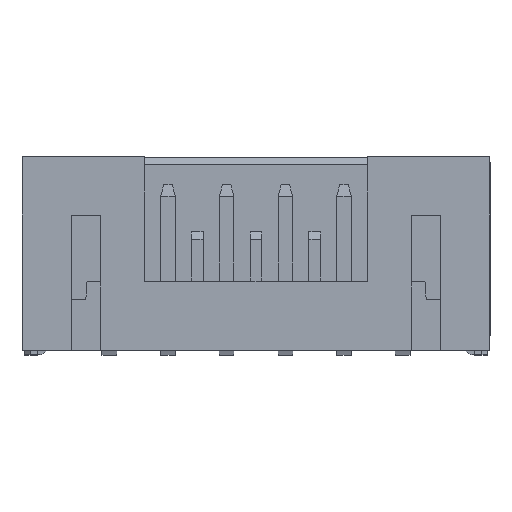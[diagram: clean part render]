
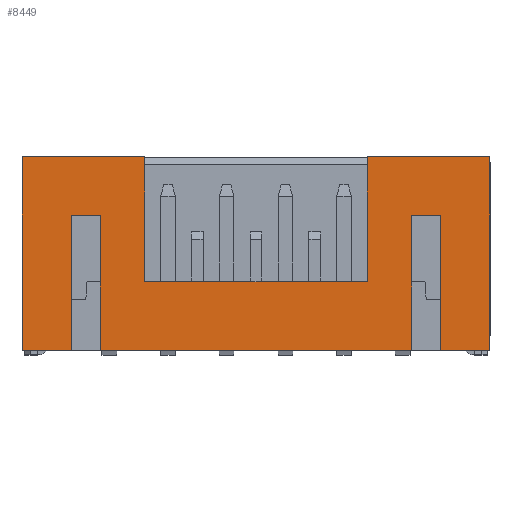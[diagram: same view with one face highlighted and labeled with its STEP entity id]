
A CAD part, top view. The second image highlights one B-rep face of the part: STEP entity #8449.
In plain terms, the highlighted planar face has unit normal (0, 0, 1).
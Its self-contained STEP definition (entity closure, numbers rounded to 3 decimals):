
#79 = VECTOR ( 'NONE', #10949, 1000. ) ;
#83 = EDGE_CURVE ( 'NONE', #10078, #7657, #208, .T. ) ;
#148 = ORIENTED_EDGE ( 'NONE', *, *, #7730, .T. ) ;
#208 = LINE ( 'NONE', #4860, #79 ) ;
#397 = DIRECTION ( 'NONE',  ( 0., 1., 0. ) ) ;
#406 = AXIS2_PLACEMENT_3D ( 'NONE', #2389, #9440, #4924 ) ;
#671 = CARTESIAN_POINT ( 'NONE',  ( 6.3, 4.6, 2.5 ) ) ;
#763 = VECTOR ( 'NONE', #6381, 1000. ) ;
#862 = ORIENTED_EDGE ( 'NONE', *, *, #4705, .F. ) ;
#1087 = DIRECTION ( 'NONE',  ( 0., 1., 0. ) ) ;
#1535 = VECTOR ( 'NONE', #397, 1000. ) ;
#1856 = VECTOR ( 'NONE', #10261, 1000. ) ;
#1873 = EDGE_CURVE ( 'NONE', #7657, #8162, #4627, .T. ) ;
#1881 = ORIENTED_EDGE ( 'NONE', *, *, #9287, .F. ) ;
#1888 = EDGE_CURVE ( 'NONE', #2814, #10249, #5449, .T. ) ;
#1998 = VERTEX_POINT ( 'NONE', #10058 ) ;
#2047 = ORIENTED_EDGE ( 'NONE', *, *, #1888, .T. ) ;
#2148 = LINE ( 'NONE', #9854, #7605 ) ;
#2176 = LINE ( 'NONE', #3141, #2304 ) ;
#2216 = EDGE_CURVE ( 'NONE', #3492, #8379, #10221, .T. ) ;
#2231 = VECTOR ( 'NONE', #7102, 1000. ) ;
#2304 = VECTOR ( 'NONE', #9250, 1000. ) ;
#2349 = VECTOR ( 'NONE', #11039, 1000. ) ;
#2389 = CARTESIAN_POINT ( 'NONE',  ( 7.975, 6.6, 2.5 ) ) ;
#2814 = VERTEX_POINT ( 'NONE', #9803 ) ;
#3069 = CARTESIAN_POINT ( 'NONE',  ( -7.975, 6.6, 2.5 ) ) ;
#3141 = CARTESIAN_POINT ( 'NONE',  ( 7.975, 6.6, 2.5 ) ) ;
#3338 = VECTOR ( 'NONE', #5628, 1000. ) ;
#3408 = ORIENTED_EDGE ( 'NONE', *, *, #6410, .T. ) ;
#3410 = VECTOR ( 'NONE', #4403, 1000. ) ;
#3492 = VERTEX_POINT ( 'NONE', #8000 ) ;
#3497 = CARTESIAN_POINT ( 'NONE',  ( -3.8, 2.35, 2.5 ) ) ;
#3549 = VECTOR ( 'NONE', #7751, 1000. ) ;
#3639 = VERTEX_POINT ( 'NONE', #7275 ) ;
#3662 = EDGE_CURVE ( 'NONE', #4563, #3639, #2148, .T. ) ;
#3689 = CARTESIAN_POINT ( 'NONE',  ( 7.975, 0., 2.5 ) ) ;
#3769 = CARTESIAN_POINT ( 'NONE',  ( 5.3, 0., 2.5 ) ) ;
#3932 = CARTESIAN_POINT ( 'NONE',  ( 7.975, 6.6, 2.5 ) ) ;
#4141 = CARTESIAN_POINT ( 'NONE',  ( -5.3, 4.6, 2.5 ) ) ;
#4403 = DIRECTION ( 'NONE',  ( 1., 0., 0. ) ) ;
#4487 = CARTESIAN_POINT ( 'NONE',  ( -3.8, 6.6, 2.5 ) ) ;
#4500 = EDGE_CURVE ( 'NONE', #2814, #4563, #5386, .T. ) ;
#4561 = VERTEX_POINT ( 'NONE', #3069 ) ;
#4563 = VERTEX_POINT ( 'NONE', #3932 ) ;
#4627 = LINE ( 'NONE', #9650, #9817 ) ;
#4683 = LINE ( 'NONE', #3689, #763 ) ;
#4705 = EDGE_CURVE ( 'NONE', #8379, #7617, #6494, .T. ) ;
#4715 = VERTEX_POINT ( 'NONE', #10342 ) ;
#4860 = CARTESIAN_POINT ( 'NONE',  ( -6.3, 4.6, 2.5 ) ) ;
#4920 = VERTEX_POINT ( 'NONE', #4487 ) ;
#4924 = DIRECTION ( 'NONE',  ( -1., 0., 0. ) ) ;
#4993 = VERTEX_POINT ( 'NONE', #3769 ) ;
#4995 = ORIENTED_EDGE ( 'NONE', *, *, #83, .F. ) ;
#5004 = EDGE_CURVE ( 'NONE', #3492, #3639, #4683, .T. ) ;
#5076 = CARTESIAN_POINT ( 'NONE',  ( 6.3, 4.6, 2.5 ) ) ;
#5089 = ORIENTED_EDGE ( 'NONE', *, *, #8714, .T. ) ;
#5386 = LINE ( 'NONE', #9962, #3338 ) ;
#5449 = LINE ( 'NONE', #6182, #10617 ) ;
#5628 = DIRECTION ( 'NONE',  ( 1., 0., 0. ) ) ;
#5715 = ORIENTED_EDGE ( 'NONE', *, *, #10080, .F. ) ;
#5724 = DIRECTION ( 'NONE',  ( 1., 0., 0. ) ) ;
#5813 = CARTESIAN_POINT ( 'NONE',  ( -7.975, 0., 2.5 ) ) ;
#6182 = CARTESIAN_POINT ( 'NONE',  ( 3.8, 6.6, 2.5 ) ) ;
#6201 = ORIENTED_EDGE ( 'NONE', *, *, #11179, .F. ) ;
#6307 = LINE ( 'NONE', #8950, #7120 ) ;
#6352 = VECTOR ( 'NONE', #6383, 1000. ) ;
#6381 = DIRECTION ( 'NONE',  ( 1., 0., 0. ) ) ;
#6383 = DIRECTION ( 'NONE',  ( 1., 0., 0. ) ) ;
#6410 = EDGE_CURVE ( 'NONE', #7993, #8162, #9707, .T. ) ;
#6494 = LINE ( 'NONE', #5076, #1856 ) ;
#6655 = EDGE_CURVE ( 'NONE', #7617, #4993, #9698, .T. ) ;
#6789 = CARTESIAN_POINT ( 'NONE',  ( 5.3, 0., 2.5 ) ) ;
#7054 = DIRECTION ( 'NONE',  ( 0., -1., 0. ) ) ;
#7102 = DIRECTION ( 'NONE',  ( 0., 1., 0. ) ) ;
#7120 = VECTOR ( 'NONE', #1087, 1000. ) ;
#7163 = ORIENTED_EDGE ( 'NONE', *, *, #10014, .T. ) ;
#7275 = CARTESIAN_POINT ( 'NONE',  ( 7.975, 0., 2.5 ) ) ;
#7405 = CARTESIAN_POINT ( 'NONE',  ( 6.3, 0., 2.5 ) ) ;
#7414 = ORIENTED_EDGE ( 'NONE', *, *, #2216, .F. ) ;
#7605 = VECTOR ( 'NONE', #10752, 1000. ) ;
#7617 = VERTEX_POINT ( 'NONE', #10836 ) ;
#7657 = VERTEX_POINT ( 'NONE', #8327 ) ;
#7730 = EDGE_CURVE ( 'NONE', #1998, #4993, #7849, .T. ) ;
#7751 = DIRECTION ( 'NONE',  ( 0., -1., 0. ) ) ;
#7825 = LINE ( 'NONE', #9662, #2231 ) ;
#7849 = LINE ( 'NONE', #10774, #6352 ) ;
#7993 = VERTEX_POINT ( 'NONE', #5813 ) ;
#8000 = CARTESIAN_POINT ( 'NONE',  ( 6.3, 0., 2.5 ) ) ;
#8162 = VERTEX_POINT ( 'NONE', #11224 ) ;
#8327 = CARTESIAN_POINT ( 'NONE',  ( -6.3, 4.6, 2.5 ) ) ;
#8379 = VERTEX_POINT ( 'NONE', #671 ) ;
#8449 = ADVANCED_FACE ( 'NONE', ( #10275 ), #10262, .F. ) ;
#8616 = LINE ( 'NONE', #10367, #3549 ) ;
#8714 = EDGE_CURVE ( 'NONE', #4715, #4920, #7825, .T. ) ;
#8909 = CARTESIAN_POINT ( 'NONE',  ( 3.8, 2.35, 2.5 ) ) ;
#8950 = CARTESIAN_POINT ( 'NONE',  ( -5.3, 0., 2.5 ) ) ;
#8994 = ORIENTED_EDGE ( 'NONE', *, *, #5004, .T. ) ;
#9164 = VECTOR ( 'NONE', #5724, 1000. ) ;
#9227 = CARTESIAN_POINT ( 'NONE',  ( 7.975, 0., 2.5 ) ) ;
#9250 = DIRECTION ( 'NONE',  ( 1., 0., 0. ) ) ;
#9287 = EDGE_CURVE ( 'NONE', #1998, #10078, #6307, .T. ) ;
#9288 = EDGE_LOOP ( 'NONE', ( #5715, #5089, #6201, #7163, #3408, #9808, #4995, #1881, #148, #10829, #862, #7414, #8994, #10015, #10000, #2047 ) ) ;
#9440 = DIRECTION ( 'NONE',  ( 0., 0., -1. ) ) ;
#9650 = CARTESIAN_POINT ( 'NONE',  ( -6.3, 0., 2.5 ) ) ;
#9662 = CARTESIAN_POINT ( 'NONE',  ( -3.8, 6.6, 2.5 ) ) ;
#9698 = LINE ( 'NONE', #6789, #2349 ) ;
#9707 = LINE ( 'NONE', #9227, #9164 ) ;
#9803 = CARTESIAN_POINT ( 'NONE',  ( 3.8, 6.6, 2.5 ) ) ;
#9808 = ORIENTED_EDGE ( 'NONE', *, *, #1873, .F. ) ;
#9817 = VECTOR ( 'NONE', #7054, 1000. ) ;
#9854 = CARTESIAN_POINT ( 'NONE',  ( 7.975, 6.6, 2.5 ) ) ;
#9962 = CARTESIAN_POINT ( 'NONE',  ( 7.975, 6.6, 2.5 ) ) ;
#10000 = ORIENTED_EDGE ( 'NONE', *, *, #4500, .F. ) ;
#10014 = EDGE_CURVE ( 'NONE', #4561, #7993, #8616, .T. ) ;
#10015 = ORIENTED_EDGE ( 'NONE', *, *, #3662, .F. ) ;
#10058 = CARTESIAN_POINT ( 'NONE',  ( -5.3, 0., 2.5 ) ) ;
#10078 = VERTEX_POINT ( 'NONE', #4141 ) ;
#10080 = EDGE_CURVE ( 'NONE', #4715, #10249, #10101, .T. ) ;
#10101 = LINE ( 'NONE', #3497, #3410 ) ;
#10221 = LINE ( 'NONE', #7405, #1535 ) ;
#10249 = VERTEX_POINT ( 'NONE', #8909 ) ;
#10261 = DIRECTION ( 'NONE',  ( -1., 0., 0. ) ) ;
#10262 = PLANE ( 'NONE',  #406 ) ;
#10275 = FACE_OUTER_BOUND ( 'NONE', #9288, .T. ) ;
#10342 = CARTESIAN_POINT ( 'NONE',  ( -3.8, 2.35, 2.5 ) ) ;
#10367 = CARTESIAN_POINT ( 'NONE',  ( -7.975, 6.6, 2.5 ) ) ;
#10434 = DIRECTION ( 'NONE',  ( 0., -1., 0. ) ) ;
#10617 = VECTOR ( 'NONE', #10434, 1000. ) ;
#10752 = DIRECTION ( 'NONE',  ( 0., -1., 0. ) ) ;
#10774 = CARTESIAN_POINT ( 'NONE',  ( 7.975, 0., 2.5 ) ) ;
#10829 = ORIENTED_EDGE ( 'NONE', *, *, #6655, .F. ) ;
#10836 = CARTESIAN_POINT ( 'NONE',  ( 5.3, 4.6, 2.5 ) ) ;
#10949 = DIRECTION ( 'NONE',  ( -1., 0., 0. ) ) ;
#11039 = DIRECTION ( 'NONE',  ( 0., -1., 0. ) ) ;
#11179 = EDGE_CURVE ( 'NONE', #4561, #4920, #2176, .T. ) ;
#11224 = CARTESIAN_POINT ( 'NONE',  ( -6.3, 0., 2.5 ) ) ;
